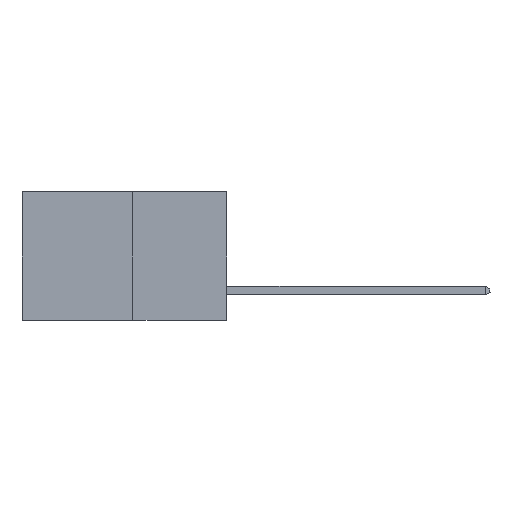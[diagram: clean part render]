
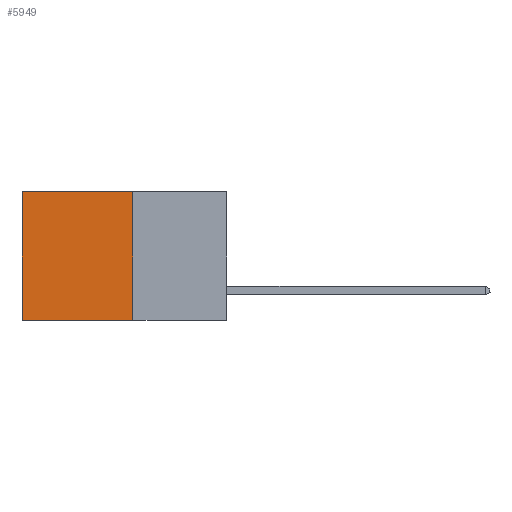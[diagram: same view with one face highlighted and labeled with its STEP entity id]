
A CAD part, left-side view. The second image highlights one B-rep face of the part: STEP entity #5949.
In plain terms, the highlighted planar face has unit normal (-1, 0, 0).
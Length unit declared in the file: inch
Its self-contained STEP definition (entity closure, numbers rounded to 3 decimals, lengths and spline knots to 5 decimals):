
#541 = EDGE_CURVE ( 'NONE', #4750, #1386, #18377, .T. ) ;
#1090 = DIRECTION ( 'NONE',  ( 0., 0., -1. ) ) ;
#1386 = VERTEX_POINT ( 'NONE', #17128 ) ;
#2020 = CARTESIAN_POINT ( 'NONE',  ( 0.277, 0.27, 0. ) ) ;
#2375 = LINE ( 'NONE', #10240, #7432 ) ;
#3151 = CARTESIAN_POINT ( 'NONE',  ( 0.277, 0.59, -0.37 ) ) ;
#4129 = EDGE_LOOP ( 'NONE', ( #22442, #20957, #8396, #14960 ) ) ;
#4487 = FACE_OUTER_BOUND ( 'NONE', #4129, .T. ) ;
#4750 = VERTEX_POINT ( 'NONE', #2020 ) ;
#5949 = ADVANCED_FACE ( 'NONE', ( #4487 ), #22875, .F. ) ;
#7345 = VECTOR ( 'NONE', #21349, 39.37008 ) ;
#7432 = VECTOR ( 'NONE', #20415, 39.37008 ) ;
#8396 = ORIENTED_EDGE ( 'NONE', *, *, #541, .F. ) ;
#8587 = LINE ( 'NONE', #3151, #13518 ) ;
#10240 = CARTESIAN_POINT ( 'NONE',  ( 0.277, 0.27, -0.37 ) ) ;
#13518 = VECTOR ( 'NONE', #1090, 39.37008 ) ;
#14028 = AXIS2_PLACEMENT_3D ( 'NONE', #23001, #21763, #21731 ) ;
#14960 = ORIENTED_EDGE ( 'NONE', *, *, #25294, .T. ) ;
#17128 = CARTESIAN_POINT ( 'NONE',  ( 0.277, 0.27, -0.37 ) ) ;
#18377 = LINE ( 'NONE', #26343, #7345 ) ;
#18930 = LINE ( 'NONE', #19975, #23638 ) ;
#19975 = CARTESIAN_POINT ( 'NONE',  ( 0.277, 0.27, 0. ) ) ;
#20415 = DIRECTION ( 'NONE',  ( 0., 1., 0. ) ) ;
#20932 = VERTEX_POINT ( 'NONE', #22556 ) ;
#20957 = ORIENTED_EDGE ( 'NONE', *, *, #22222, .F. ) ;
#21163 = VERTEX_POINT ( 'NONE', #23277 ) ;
#21349 = DIRECTION ( 'NONE',  ( 0., 0., -1. ) ) ;
#21731 = DIRECTION ( 'NONE',  ( 0., 0., -1. ) ) ;
#21763 = DIRECTION ( 'NONE',  ( 1., 0., 0. ) ) ;
#21957 = DIRECTION ( 'NONE',  ( 0., 1., 0. ) ) ;
#22222 = EDGE_CURVE ( 'NONE', #1386, #21163, #2375, .T. ) ;
#22442 = ORIENTED_EDGE ( 'NONE', *, *, #25256, .T. ) ;
#22556 = CARTESIAN_POINT ( 'NONE',  ( 0.277, 0.59, 0. ) ) ;
#22875 = PLANE ( 'NONE',  #14028 ) ;
#23001 = CARTESIAN_POINT ( 'NONE',  ( 0.277, 0.27, -0.37 ) ) ;
#23277 = CARTESIAN_POINT ( 'NONE',  ( 0.277, 0.59, -0.37 ) ) ;
#23638 = VECTOR ( 'NONE', #21957, 39.37008 ) ;
#25256 = EDGE_CURVE ( 'NONE', #20932, #21163, #8587, .T. ) ;
#25294 = EDGE_CURVE ( 'NONE', #4750, #20932, #18930, .T. ) ;
#26343 = CARTESIAN_POINT ( 'NONE',  ( 0.277, 0.27, -0.37 ) ) ;
